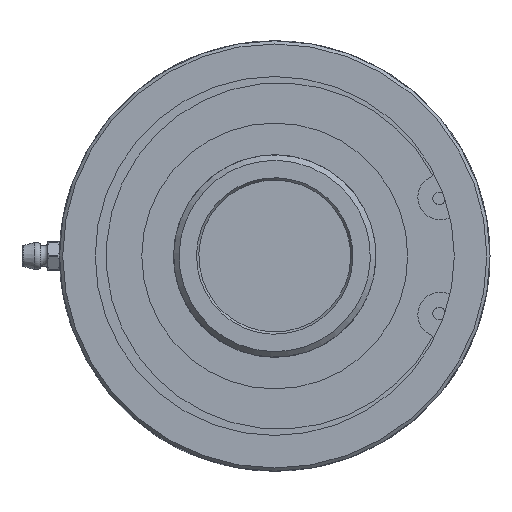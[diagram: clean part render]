
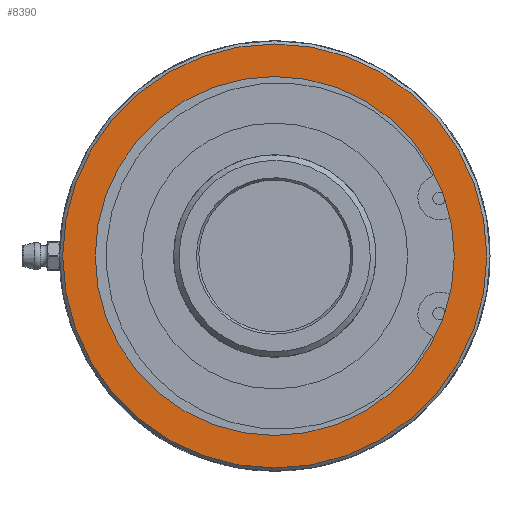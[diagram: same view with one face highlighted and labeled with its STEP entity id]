
A CAD part, left-side view. The second image highlights one B-rep face of the part: STEP entity #8390.
In plain terms, the highlighted planar face has unit normal (-1, 0, 0).
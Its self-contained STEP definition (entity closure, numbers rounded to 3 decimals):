
#428=PLANE('',#8942);
#496=FACE_BOUND('',#1824,.T.);
#1316=FACE_OUTER_BOUND('',#1823,.T.);
#1823=EDGE_LOOP('',(#7217));
#1824=EDGE_LOOP('',(#7218,#7219));
#2189=CIRCLE('',#8940,53.2);
#2190=CIRCLE('',#8943,45.035);
#2191=CIRCLE('',#8944,45.035);
#3811=VERTEX_POINT('',#23515);
#3812=VERTEX_POINT('',#23520);
#3813=VERTEX_POINT('',#23521);
#4982=EDGE_CURVE('',#3811,#3811,#2189,.T.);
#4983=EDGE_CURVE('',#3812,#3813,#2190,.T.);
#4984=EDGE_CURVE('',#3813,#3812,#2191,.T.);
#7217=ORIENTED_EDGE('',*,*,#4982,.F.);
#7218=ORIENTED_EDGE('',*,*,#4983,.T.);
#7219=ORIENTED_EDGE('',*,*,#4984,.T.);
#8390=ADVANCED_FACE('',(#1316,#496),#428,.F.);
#8940=AXIS2_PLACEMENT_3D('',#23517,#10314,#10315);
#8942=AXIS2_PLACEMENT_3D('',#23519,#10318,#10319);
#8943=AXIS2_PLACEMENT_3D('',#23522,#10320,#10321);
#8944=AXIS2_PLACEMENT_3D('',#23523,#10322,#10323);
#10314=DIRECTION('center_axis',(1.,0.,0.));
#10315=DIRECTION('ref_axis',(0.,-1.,0.));
#10318=DIRECTION('center_axis',(1.,0.,0.));
#10319=DIRECTION('ref_axis',(0.,0.,-1.));
#10320=DIRECTION('center_axis',(1.,0.,0.));
#10321=DIRECTION('ref_axis',(0.,1.,0.));
#10322=DIRECTION('center_axis',(1.,0.,0.));
#10323=DIRECTION('ref_axis',(0.,1.,0.));
#23515=CARTESIAN_POINT('',(2.,53.2,0.));
#23517=CARTESIAN_POINT('Origin',(2.,0.,0.));
#23519=CARTESIAN_POINT('Origin',(2.,27.,0.));
#23520=CARTESIAN_POINT('',(2.,45.035,0.));
#23521=CARTESIAN_POINT('',(2.,-45.035,0.));
#23522=CARTESIAN_POINT('Origin',(2.,0.,0.));
#23523=CARTESIAN_POINT('Origin',(2.,0.,0.));
